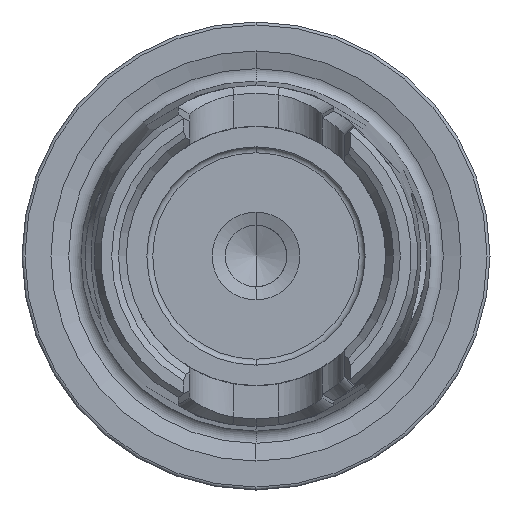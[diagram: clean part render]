
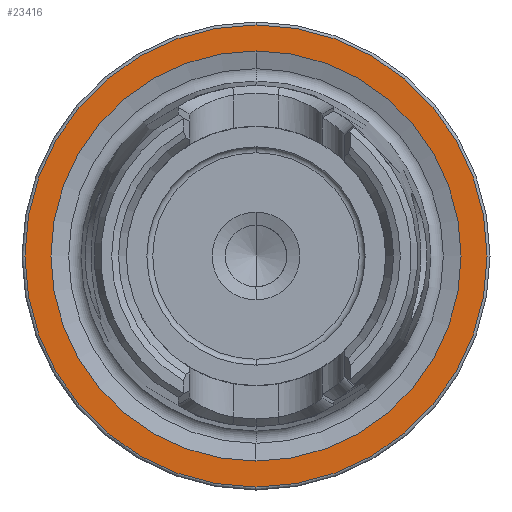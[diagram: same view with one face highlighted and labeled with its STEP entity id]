
A CAD part, left-side view. The second image highlights one B-rep face of the part: STEP entity #23416.
In plain terms, the highlighted planar face has unit normal (-1, 0, 0).
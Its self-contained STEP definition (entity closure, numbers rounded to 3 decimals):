
#313 = DIRECTION ( 'NONE',  ( -1., 0., 0. ) ) ;
#2382 = EDGE_LOOP ( 'NONE', ( #12231, #10566 ) ) ;
#2488 = DIRECTION ( 'NONE',  ( 0., 0., 1. ) ) ;
#2700 = DIRECTION ( 'NONE',  ( -1., 0., 0. ) ) ;
#3812 = PLANE ( 'NONE',  #12353 ) ;
#5910 = FACE_OUTER_BOUND ( 'NONE', #10879, .T. ) ;
#6637 = CIRCLE ( 'NONE', #9179, 14. ) ;
#6836 = ORIENTED_EDGE ( 'NONE', *, *, #25249, .T. ) ;
#7250 = AXIS2_PLACEMENT_3D ( 'NONE', #24376, #24699, #2488 ) ;
#8104 = CARTESIAN_POINT ( 'NONE',  ( -87.5, 0., 0. ) ) ;
#8419 = CARTESIAN_POINT ( 'NONE',  ( -87.5, 0., 14. ) ) ;
#9179 = AXIS2_PLACEMENT_3D ( 'NONE', #22203, #313, #19796 ) ;
#10566 = ORIENTED_EDGE ( 'NONE', *, *, #20946, .F. ) ;
#10879 = EDGE_LOOP ( 'NONE', ( #17727, #6836 ) ) ;
#11011 = DIRECTION ( 'NONE',  ( 1., 0., 0. ) ) ;
#11455 = CIRCLE ( 'NONE', #15011, 15.775 ) ;
#11633 = DIRECTION ( 'NONE',  ( -1., 0., 0. ) ) ;
#11733 = VERTEX_POINT ( 'NONE', #22867 ) ;
#12008 = AXIS2_PLACEMENT_3D ( 'NONE', #8104, #2700, #12732 ) ;
#12231 = ORIENTED_EDGE ( 'NONE', *, *, #31358, .F. ) ;
#12353 = AXIS2_PLACEMENT_3D ( 'NONE', #25542, #11011, #25235 ) ;
#12732 = DIRECTION ( 'NONE',  ( 0., 0., 1. ) ) ;
#13030 = CIRCLE ( 'NONE', #12008, 14. ) ;
#15011 = AXIS2_PLACEMENT_3D ( 'NONE', #18676, #11633, #16260 ) ;
#16260 = DIRECTION ( 'NONE',  ( 0., 0., 1. ) ) ;
#16407 = VERTEX_POINT ( 'NONE', #19966 ) ;
#16858 = CARTESIAN_POINT ( 'NONE',  ( -87.5, 0., -14. ) ) ;
#17048 = VERTEX_POINT ( 'NONE', #16858 ) ;
#17727 = ORIENTED_EDGE ( 'NONE', *, *, #28312, .T. ) ;
#18676 = CARTESIAN_POINT ( 'NONE',  ( -87.5, 0., 0. ) ) ;
#19796 = DIRECTION ( 'NONE',  ( 0., 0., 1. ) ) ;
#19966 = CARTESIAN_POINT ( 'NONE',  ( -87.5, 0., 15.775 ) ) ;
#20946 = EDGE_CURVE ( 'NONE', #17048, #24878, #6637, .T. ) ;
#22203 = CARTESIAN_POINT ( 'NONE',  ( -87.5, 0., 0. ) ) ;
#22867 = CARTESIAN_POINT ( 'NONE',  ( -87.5, 0., -15.775 ) ) ;
#23416 = ADVANCED_FACE ( 'NONE', ( #30193, #5910 ), #3812, .F. ) ;
#24376 = CARTESIAN_POINT ( 'NONE',  ( -87.5, 0., 0. ) ) ;
#24699 = DIRECTION ( 'NONE',  ( -1., 0., 0. ) ) ;
#24878 = VERTEX_POINT ( 'NONE', #8419 ) ;
#25235 = DIRECTION ( 'NONE',  ( 0., 0., -1. ) ) ;
#25249 = EDGE_CURVE ( 'NONE', #11733, #16407, #26111, .T. ) ;
#25542 = CARTESIAN_POINT ( 'NONE',  ( -87.5, 15.775, 0. ) ) ;
#26111 = CIRCLE ( 'NONE', #7250, 15.775 ) ;
#28312 = EDGE_CURVE ( 'NONE', #16407, #11733, #11455, .T. ) ;
#30193 = FACE_BOUND ( 'NONE', #2382, .T. ) ;
#31358 = EDGE_CURVE ( 'NONE', #24878, #17048, #13030, .T. ) ;
